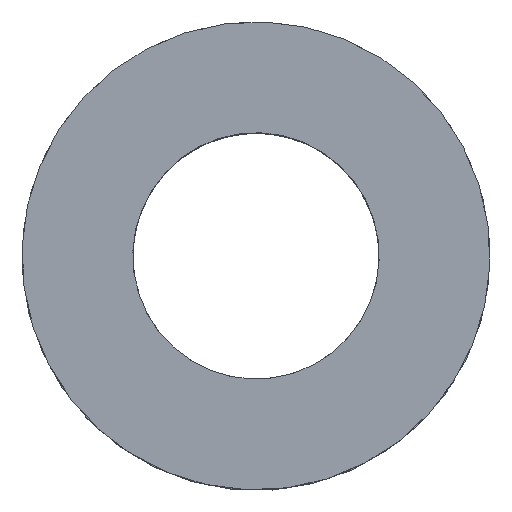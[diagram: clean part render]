
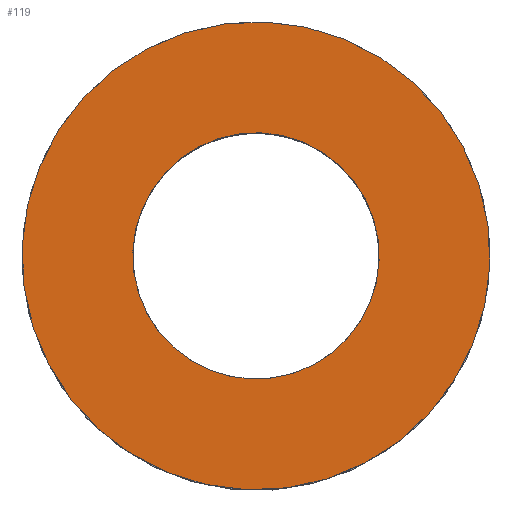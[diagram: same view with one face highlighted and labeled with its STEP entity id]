
A CAD part, top view. The second image highlights one B-rep face of the part: STEP entity #119.
In plain terms, the highlighted planar face has unit normal (0, 0, 1).
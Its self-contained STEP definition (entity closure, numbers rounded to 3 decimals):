
#119=ADVANCED_FACE('',(#197,#198),#199,.T.);
#197=FACE_BOUND('',#259,.T.);
#198=FACE_OUTER_BOUND('',#260,.T.);
#199=PLANE('',#261);
#259=EDGE_LOOP('',(#319));
#260=EDGE_LOOP('',(#320));
#261=AXIS2_PLACEMENT_3D('',#321,#322,#323);
#319=ORIENTED_EDGE('',*,*,#373,.F.);
#320=ORIENTED_EDGE('',*,*,#374,.T.);
#321=CARTESIAN_POINT('',(0.0,0.0,47.0));
#322=DIRECTION('',(0.0,0.0,1.0));
#323=DIRECTION('',(1.0,0.0,0.0));
#373=EDGE_CURVE('',#403,#403,#404,.T.);
#374=EDGE_CURVE('',#405,#405,#406,.T.);
#403=VERTEX_POINT('',#439);
#404=CIRCLE('',#440,50.0);
#405=VERTEX_POINT('',#441);
#406=CIRCLE('',#442,95.0);
#439=CARTESIAN_POINT('',(50.0,0.0,47.0));
#440=AXIS2_PLACEMENT_3D('',#475,#476,#477);
#441=CARTESIAN_POINT('',(95.0,0.0,47.0));
#442=AXIS2_PLACEMENT_3D('',#478,#479,#480);
#475=CARTESIAN_POINT('',(0.0,0.0,47.0));
#476=DIRECTION('',(0.0,0.0,1.0));
#477=DIRECTION('',(1.0,0.0,0.0));
#478=CARTESIAN_POINT('',(0.0,0.0,47.0));
#479=DIRECTION('',(0.0,0.0,1.0));
#480=DIRECTION('',(1.0,0.0,0.0));
